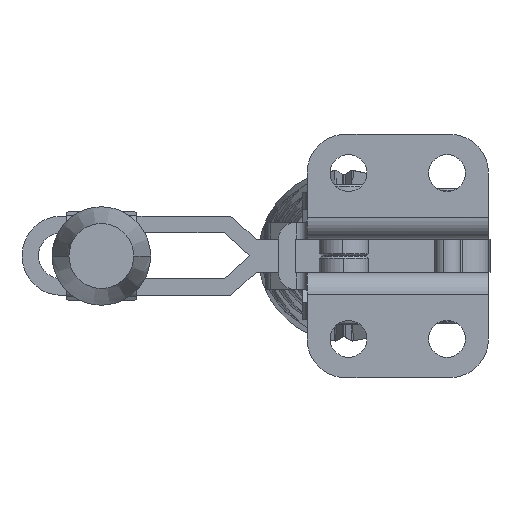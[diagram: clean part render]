
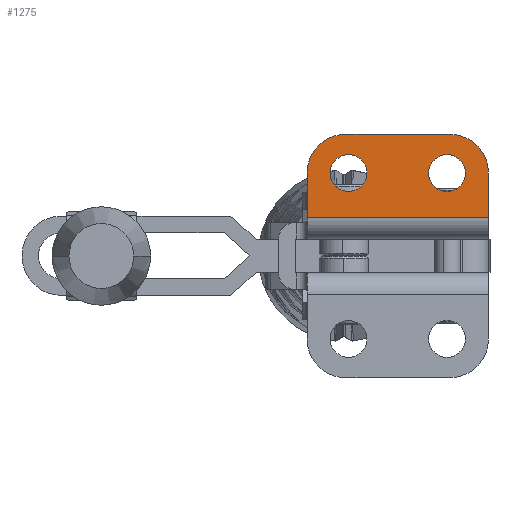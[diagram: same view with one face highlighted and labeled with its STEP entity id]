
A CAD part, front view. The second image highlights one B-rep face of the part: STEP entity #1275.
In plain terms, the highlighted planar face has unit normal (0, -1, 0).
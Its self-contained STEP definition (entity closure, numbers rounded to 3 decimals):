
#103 = DIRECTION ( 'NONE',  ( -1., 0., 0. ) ) ;
#183 = DIRECTION ( 'NONE',  ( 1., 0., 0. ) ) ;
#600 = LINE ( 'NONE', #8382, #22796 ) ;
#1275 = ADVANCED_FACE ( 'NONE', ( #16360, #17257, #31733 ), #33219, .T. ) ;
#2385 = ORIENTED_EDGE ( 'NONE', *, *, #15664, .T. ) ;
#2422 = EDGE_CURVE ( 'NONE', #16222, #13522, #33507, .T. ) ;
#3421 = ORIENTED_EDGE ( 'NONE', *, *, #33487, .T. ) ;
#3429 = CIRCLE ( 'NONE', #23448, 7.5 ) ;
#3691 = EDGE_LOOP ( 'NONE', ( #3421, #2385 ) ) ;
#4112 = AXIS2_PLACEMENT_3D ( 'NONE', #12738, #32957, #15663 ) ;
#4850 = AXIS2_PLACEMENT_3D ( 'NONE', #34792, #17485, #103 ) ;
#4925 = ORIENTED_EDGE ( 'NONE', *, *, #2422, .T. ) ;
#5253 = DIRECTION ( 'NONE',  ( -1., 0., 0. ) ) ;
#5625 = EDGE_CURVE ( 'NONE', #29288, #34231, #35136, .T. ) ;
#5699 = EDGE_CURVE ( 'NONE', #29288, #14634, #3429, .T. ) ;
#6355 = AXIS2_PLACEMENT_3D ( 'NONE', #29061, #10778, #31848 ) ;
#7184 = VERTEX_POINT ( 'NONE', #36319 ) ;
#8248 = CARTESIAN_POINT ( 'NONE',  ( -7.5, -41.202, 0. ) ) ;
#8382 = CARTESIAN_POINT ( 'NONE',  ( -17.5, -41.202, 0. ) ) ;
#8528 = VERTEX_POINT ( 'NONE', #29253 ) ;
#9231 = VERTEX_POINT ( 'NONE', #25227 ) ;
#9653 = EDGE_CURVE ( 'NONE', #9231, #18409, #11741, .T. ) ;
#10193 = DIRECTION ( 'NONE',  ( 0., 1., 0. ) ) ;
#10619 = EDGE_CURVE ( 'NONE', #34231, #9231, #35209, .T. ) ;
#10778 = DIRECTION ( 'NONE',  ( 0., -1., 0. ) ) ;
#11168 = AXIS2_PLACEMENT_3D ( 'NONE', #34874, #17568, #183 ) ;
#11296 = DIRECTION ( 'NONE',  ( -1., 0., 0. ) ) ;
#11741 = LINE ( 'NONE', #34164, #26217 ) ;
#12736 = CARTESIAN_POINT ( 'NONE',  ( -7.5, -41.202, -7.5 ) ) ;
#12738 = CARTESIAN_POINT ( 'NONE',  ( -27., -41.202, -7.5 ) ) ;
#12984 = EDGE_CURVE ( 'NONE', #7184, #18409, #20202, .T. ) ;
#13352 = EDGE_LOOP ( 'NONE', ( #25246, #28892, #28789, #28106, #20996, #27464 ) ) ;
#13522 = VERTEX_POINT ( 'NONE', #25161 ) ;
#14634 = VERTEX_POINT ( 'NONE', #8248 ) ;
#14712 = EDGE_CURVE ( 'NONE', #14634, #7184, #600, .T. ) ;
#14900 = CARTESIAN_POINT ( 'NONE',  ( 0., -41.202, -16.05 ) ) ;
#15549 = AXIS2_PLACEMENT_3D ( 'NONE', #27542, #10193, #30447 ) ;
#15660 = DIRECTION ( 'NONE',  ( 0., 0., 1. ) ) ;
#15663 = DIRECTION ( 'NONE',  ( -1., 0., 0. ) ) ;
#15664 = EDGE_CURVE ( 'NONE', #18213, #8528, #21399, .T. ) ;
#16219 = DIRECTION ( 'NONE',  ( -1., 0., 0. ) ) ;
#16222 = VERTEX_POINT ( 'NONE', #35974 ) ;
#16240 = EDGE_LOOP ( 'NONE', ( #4925, #21572 ) ) ;
#16360 = FACE_BOUND ( 'NONE', #16240, .T. ) ;
#17257 = FACE_BOUND ( 'NONE', #3691, .T. ) ;
#17485 = DIRECTION ( 'NONE',  ( 0., 1., 0. ) ) ;
#17517 = CARTESIAN_POINT ( 'NONE',  ( -8., -41.202, -7.5 ) ) ;
#17568 = DIRECTION ( 'NONE',  ( 0., -1., 0. ) ) ;
#18213 = VERTEX_POINT ( 'NONE', #29463 ) ;
#18409 = VERTEX_POINT ( 'NONE', #30200 ) ;
#19832 = VECTOR ( 'NONE', #5253, 1000. ) ;
#20202 = CIRCLE ( 'NONE', #11168, 7.5 ) ;
#20996 = ORIENTED_EDGE ( 'NONE', *, *, #5625, .F. ) ;
#21399 = CIRCLE ( 'NONE', #15549, 3.55 ) ;
#21556 = VECTOR ( 'NONE', #26650, 1000. ) ;
#21572 = ORIENTED_EDGE ( 'NONE', *, *, #35570, .T. ) ;
#22579 = CARTESIAN_POINT ( 'NONE',  ( -17.7, -41.202, -16.05 ) ) ;
#22758 = CARTESIAN_POINT ( 'NONE',  ( 0., -41.202, -7.5 ) ) ;
#22796 = VECTOR ( 'NONE', #11296, 1000. ) ;
#23448 = AXIS2_PLACEMENT_3D ( 'NONE', #12736, #32954, #15660 ) ;
#23742 = CARTESIAN_POINT ( 'NONE',  ( 0., -41.202, -13.875 ) ) ;
#25161 = CARTESIAN_POINT ( 'NONE',  ( -4.45, -41.202, -7.5 ) ) ;
#25227 = CARTESIAN_POINT ( 'NONE',  ( -35., -41.202, -16.05 ) ) ;
#25246 = ORIENTED_EDGE ( 'NONE', *, *, #14712, .T. ) ;
#25518 = AXIS2_PLACEMENT_3D ( 'NONE', #17517, #33385, #16219 ) ;
#26217 = VECTOR ( 'NONE', #37078, 1000. ) ;
#26650 = DIRECTION ( 'NONE',  ( 0., 0., -1. ) ) ;
#27464 = ORIENTED_EDGE ( 'NONE', *, *, #5699, .T. ) ;
#27542 = CARTESIAN_POINT ( 'NONE',  ( -27., -41.202, -7.5 ) ) ;
#28106 = ORIENTED_EDGE ( 'NONE', *, *, #10619, .F. ) ;
#28732 = CIRCLE ( 'NONE', #4112, 3.55 ) ;
#28789 = ORIENTED_EDGE ( 'NONE', *, *, #9653, .F. ) ;
#28892 = ORIENTED_EDGE ( 'NONE', *, *, #12984, .T. ) ;
#29061 = CARTESIAN_POINT ( 'NONE',  ( -35., -41.202, -16.05 ) ) ;
#29253 = CARTESIAN_POINT ( 'NONE',  ( -30.55, -41.202, -7.5 ) ) ;
#29288 = VERTEX_POINT ( 'NONE', #22758 ) ;
#29463 = CARTESIAN_POINT ( 'NONE',  ( -23.45, -41.202, -7.5 ) ) ;
#29982 = CIRCLE ( 'NONE', #4850, 3.55 ) ;
#30200 = CARTESIAN_POINT ( 'NONE',  ( -35., -41.202, -7.5 ) ) ;
#30447 = DIRECTION ( 'NONE',  ( -1., 0., 0. ) ) ;
#31733 = FACE_OUTER_BOUND ( 'NONE', #13352, .T. ) ;
#31848 = DIRECTION ( 'NONE',  ( 1., 0., 0. ) ) ;
#32954 = DIRECTION ( 'NONE',  ( 0., -1., 0. ) ) ;
#32957 = DIRECTION ( 'NONE',  ( 0., 1., 0. ) ) ;
#33219 = PLANE ( 'NONE',  #6355 ) ;
#33385 = DIRECTION ( 'NONE',  ( 0., 1., 0. ) ) ;
#33487 = EDGE_CURVE ( 'NONE', #8528, #18213, #28732, .T. ) ;
#33507 = CIRCLE ( 'NONE', #25518, 3.55 ) ;
#34164 = CARTESIAN_POINT ( 'NONE',  ( -35., -41.202, -20.239 ) ) ;
#34231 = VERTEX_POINT ( 'NONE', #14900 ) ;
#34792 = CARTESIAN_POINT ( 'NONE',  ( -8., -41.202, -7.5 ) ) ;
#34874 = CARTESIAN_POINT ( 'NONE',  ( -27.5, -41.202, -7.5 ) ) ;
#35136 = LINE ( 'NONE', #23742, #21556 ) ;
#35209 = LINE ( 'NONE', #22579, #19832 ) ;
#35570 = EDGE_CURVE ( 'NONE', #13522, #16222, #29982, .T. ) ;
#35974 = CARTESIAN_POINT ( 'NONE',  ( -11.55, -41.202, -7.5 ) ) ;
#36319 = CARTESIAN_POINT ( 'NONE',  ( -27.5, -41.202, 0. ) ) ;
#37078 = DIRECTION ( 'NONE',  ( 0., 0., 1. ) ) ;
